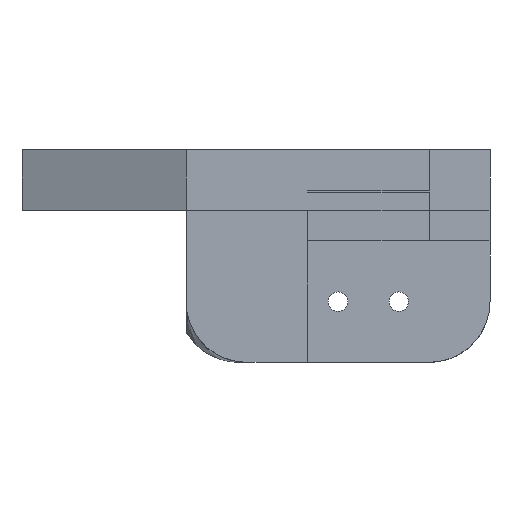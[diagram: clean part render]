
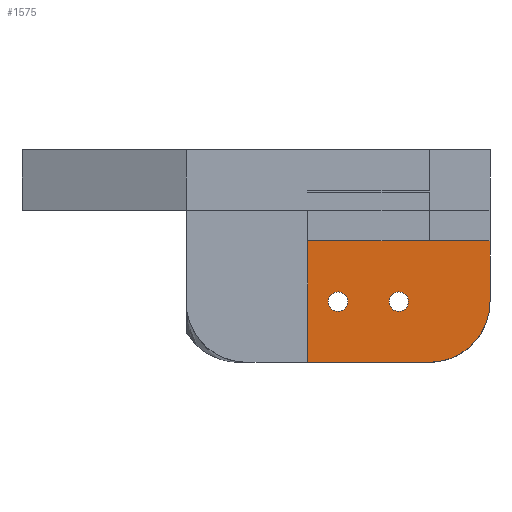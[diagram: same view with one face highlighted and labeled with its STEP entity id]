
A CAD part, left-side view. The second image highlights one B-rep face of the part: STEP entity #1575.
In plain terms, the highlighted planar face has unit normal (-1, 0, 0).
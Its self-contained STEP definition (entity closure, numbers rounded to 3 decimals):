
#243 = VERTEX_POINT('',#244);
#244 = CARTESIAN_POINT('',(105.,75.,150.));
#626 = EDGE_CURVE('',#243,#627,#629,.T.);
#627 = VERTEX_POINT('',#628);
#628 = CARTESIAN_POINT('',(105.,55.,150.));
#629 = LINE('',#630,#631);
#630 = CARTESIAN_POINT('',(105.,75.,150.));
#631 = VECTOR('',#632,1.);
#632 = DIRECTION('',(0.,-1.,0.));
#766 = VERTEX_POINT('',#767);
#767 = CARTESIAN_POINT('',(105.,75.,130.));
#773 = EDGE_CURVE('',#243,#766,#774,.T.);
#774 = LINE('',#775,#776);
#775 = CARTESIAN_POINT('',(105.,75.,150.));
#776 = VECTOR('',#777,1.);
#777 = DIRECTION('',(-0.,-0.,-1.));
#1575 = ADVANCED_FACE('',(#1576,#1611,#1622),#1633,.F.);
#1576 = FACE_BOUND('',#1577,.T.);
#1577 = EDGE_LOOP('',(#1578,#1586,#1595,#1603,#1609,#1610));
#1578 = ORIENTED_EDGE('',*,*,#1579,.T.);
#1579 = EDGE_CURVE('',#766,#1580,#1582,.T.);
#1580 = VERTEX_POINT('',#1581);
#1581 = CARTESIAN_POINT('',(105.,55.,130.));
#1582 = LINE('',#1583,#1584);
#1583 = CARTESIAN_POINT('',(105.,75.,130.));
#1584 = VECTOR('',#1585,1.);
#1585 = DIRECTION('',(0.,-1.,0.));
#1586 = ORIENTED_EDGE('',*,*,#1587,.F.);
#1587 = EDGE_CURVE('',#1588,#1580,#1590,.T.);
#1588 = VERTEX_POINT('',#1589);
#1589 = CARTESIAN_POINT('',(105.,45.,140.));
#1590 = CIRCLE('',#1591,10.);
#1591 = AXIS2_PLACEMENT_3D('',#1592,#1593,#1594);
#1592 = CARTESIAN_POINT('',(105.,55.,140.));
#1593 = DIRECTION('',(1.,0.,-0.));
#1594 = DIRECTION('',(0.,0.,1.));
#1595 = ORIENTED_EDGE('',*,*,#1596,.F.);
#1596 = EDGE_CURVE('',#1597,#1588,#1599,.T.);
#1597 = VERTEX_POINT('',#1598);
#1598 = CARTESIAN_POINT('',(105.,45.,150.));
#1599 = LINE('',#1600,#1601);
#1600 = CARTESIAN_POINT('',(105.,45.,150.));
#1601 = VECTOR('',#1602,1.);
#1602 = DIRECTION('',(-0.,-0.,-1.));
#1603 = ORIENTED_EDGE('',*,*,#1604,.F.);
#1604 = EDGE_CURVE('',#627,#1597,#1605,.T.);
#1605 = LINE('',#1606,#1607);
#1606 = CARTESIAN_POINT('',(105.,55.,150.));
#1607 = VECTOR('',#1608,1.);
#1608 = DIRECTION('',(-0.,-1.,-0.));
#1609 = ORIENTED_EDGE('',*,*,#626,.F.);
#1610 = ORIENTED_EDGE('',*,*,#773,.T.);
#1611 = FACE_BOUND('',#1612,.T.);
#1612 = EDGE_LOOP('',(#1613));
#1613 = ORIENTED_EDGE('',*,*,#1614,.F.);
#1614 = EDGE_CURVE('',#1615,#1615,#1617,.T.);
#1615 = VERTEX_POINT('',#1616);
#1616 = CARTESIAN_POINT('',(105.,68.4,140.));
#1617 = CIRCLE('',#1618,1.6);
#1618 = AXIS2_PLACEMENT_3D('',#1619,#1620,#1621);
#1619 = CARTESIAN_POINT('',(105.,70.,140.));
#1620 = DIRECTION('',(-1.,0.,0.));
#1621 = DIRECTION('',(-0.,-1.,-0.));
#1622 = FACE_BOUND('',#1623,.T.);
#1623 = EDGE_LOOP('',(#1624));
#1624 = ORIENTED_EDGE('',*,*,#1625,.F.);
#1625 = EDGE_CURVE('',#1626,#1626,#1628,.T.);
#1626 = VERTEX_POINT('',#1627);
#1627 = CARTESIAN_POINT('',(105.,58.4,140.));
#1628 = CIRCLE('',#1629,1.6);
#1629 = AXIS2_PLACEMENT_3D('',#1630,#1631,#1632);
#1630 = CARTESIAN_POINT('',(105.,60.,140.));
#1631 = DIRECTION('',(-1.,0.,0.));
#1632 = DIRECTION('',(-0.,-1.,-0.));
#1633 = PLANE('',#1634);
#1634 = AXIS2_PLACEMENT_3D('',#1635,#1636,#1637);
#1635 = CARTESIAN_POINT('',(105.,75.,150.));
#1636 = DIRECTION('',(1.,0.,0.));
#1637 = DIRECTION('',(0.,1.,0.));
